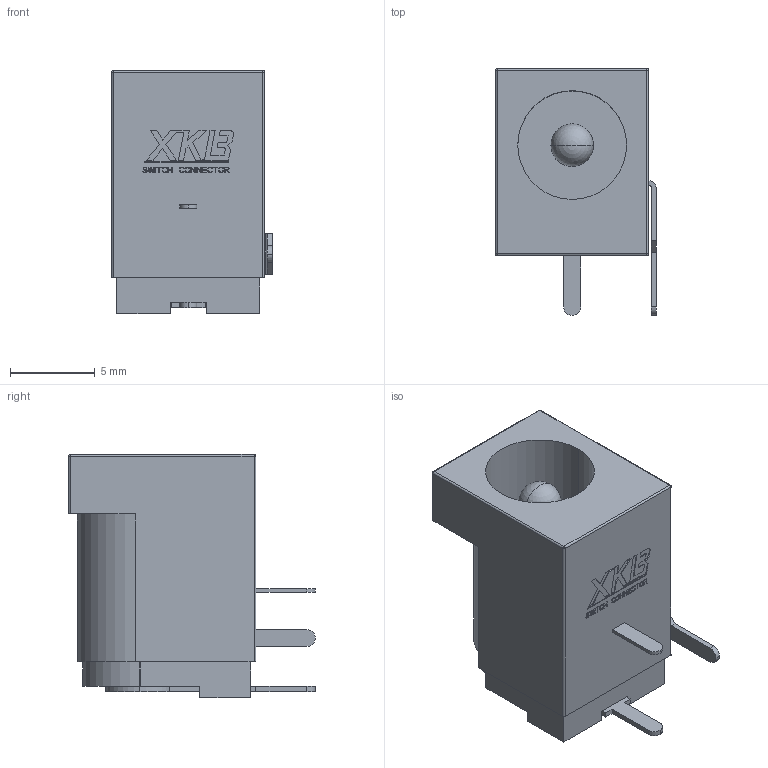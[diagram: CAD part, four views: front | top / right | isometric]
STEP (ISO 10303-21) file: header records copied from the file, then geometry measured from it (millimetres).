
FILE_DESCRIPTION(('STEP AP242'),'1');
FILE_NAME('dc-005z-2_5a-2_5.stp','2020-12-22T09:25:51',('TraceParts'),('TraceParts S.A.'),'Spatial InterOp 3D',' ',' ');
FILE_SCHEMA(('AP242_MANAGED_MODEL_BASED_3D_ENGINEERING_MIM_LF {1 0 10303 442 1 1 4}'));
Length unit declared in the file: millimetre
Products named in the file (1): dc-005z-2_5a-2_5
Bounding box: 9.45 x 14.5 x 14.3 mm (x, y, z)
Volume: 917.5 mm3; surface area: 1038.9 mm2
Topology: 1 solids, 1 shells, 519 faces, 1462 edges, 969 vertices
Faces by surface type: plane 474, cylinder 35, sphere 6, torus 4
Entity records: 16471 total; most frequent: CARTESIAN_POINT 2949, ORIENTED_EDGE 2920, DIRECTION 2586, EDGE_CURVE 1460, LINE 1374, VECTOR 1374, VERTEX_POINT 969, AXIS2_PLACEMENT_3D 606
